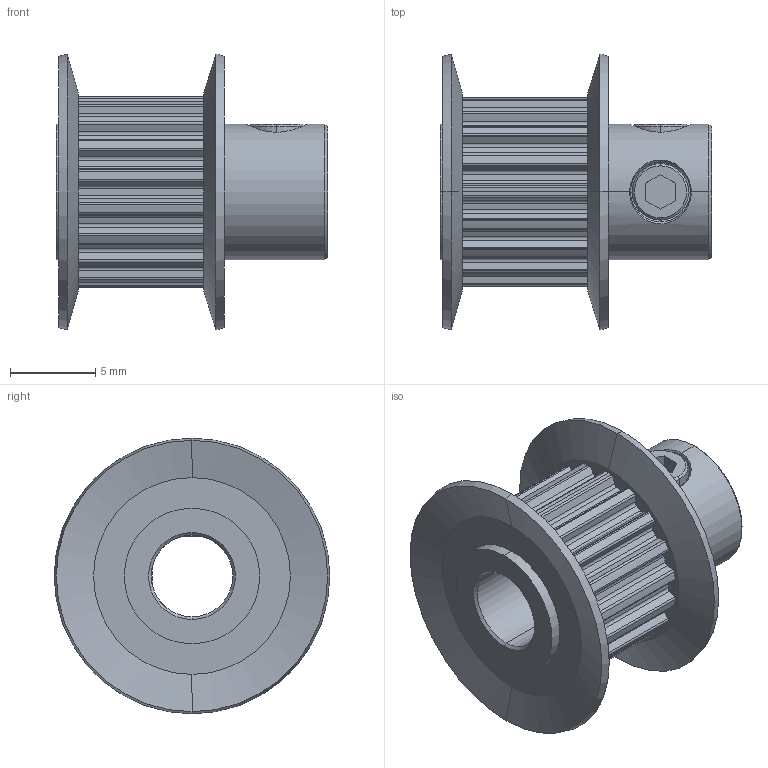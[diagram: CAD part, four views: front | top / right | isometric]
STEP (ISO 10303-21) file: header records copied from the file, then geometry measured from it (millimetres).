
FILE_DESCRIPTION (( 'STEP AP214' ), '1' );
FILE_NAME ('APB18MXL025BF-188.step', '2016-06-13T20:58:18', ( '' ), ( '' ), 'SwSTEP 2.0', 'SolidWorks 2016', '' );
FILE_SCHEMA (( 'AUTOMOTIVE_DESIGN' ));
Length unit declared in the file: inch
Products named in the file (1): APB18MXL025BF-188
Bounding box: 15.88 x 16.13 x 16.13 mm (x, y, z)
Volume: 942.6 mm3; surface area: 1488 mm2
Topology: 3 solids, 3 shells, 221 faces, 615 edges, 403 vertices
Faces by surface type: cylinder 135, plane 60, cone 22, bspline 4
Entity records: 10075 total; most frequent: CARTESIAN_POINT 4114, DIRECTION 1315, ORIENTED_EDGE 1230, EDGE_CURVE 615, AXIS2_PLACEMENT_3D 506, VERTEX_POINT 403, VECTOR 303, LINE 303
